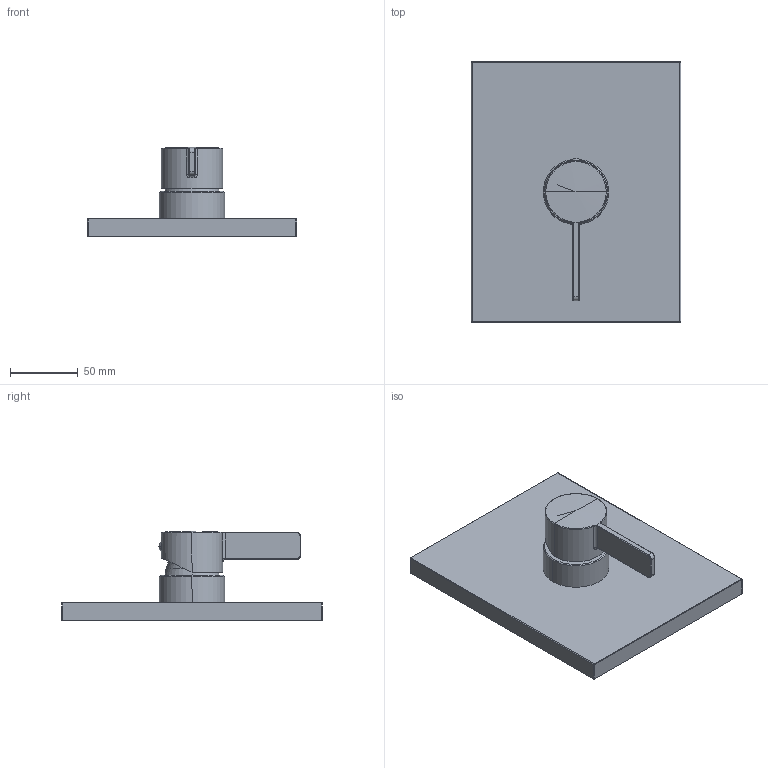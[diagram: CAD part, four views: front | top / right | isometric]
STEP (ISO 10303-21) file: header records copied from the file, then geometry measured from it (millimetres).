
FILE_DESCRIPTION((''),'2;1');
FILE_NAME('ROBOX010CR','2021-01-15T15:54:55',('ut3'),('PAFFONI SpA'),'CREO PARAMETRIC BY PTC INC, 2020044','CREO PARAMETRIC BY PTC INC, 2020044','');
FILE_SCHEMA(('CONFIG_CONTROL_DESIGN','SHAPE_APPEARANCE_LAYERS_GROUPS'));
Length unit declared in the file: millimetre
Products named in the file (1): ROBOX010CR
Bounding box: 154 x 192 x 65.6 mm (x, y, z)
Volume: 434582.4 mm3; surface area: 90567.5 mm2
Topology: 2 solids, 2 shells, 168 faces, 388 edges, 230 vertices
Faces by surface type: cylinder 57, plane 51, cone 23, torus 17, bspline 14, sphere 6
Entity records: 7074 total; most frequent: CARTESIAN_POINT 2098, DIRECTION 801, ORIENTED_EDGE 768, EDGE_CURVE 384, AXIS2_PLACEMENT_3D 319, VERTEX_POINT 230, EDGE_LOOP 180, FACE_OUTER_BOUND 168
